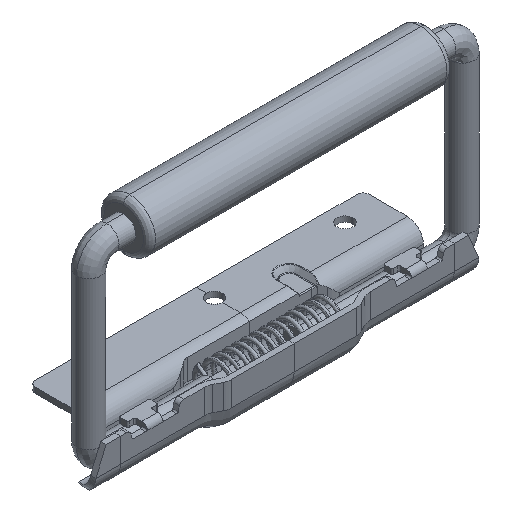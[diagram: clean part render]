
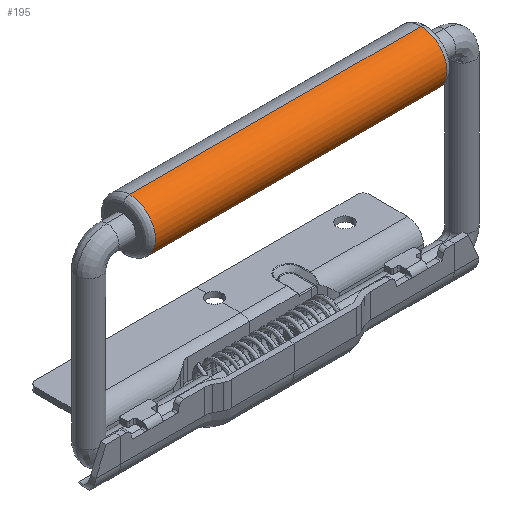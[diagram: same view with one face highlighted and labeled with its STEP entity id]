
A CAD part, isometric view. The second image highlights one B-rep face of the part: STEP entity #195.
In plain terms, the highlighted cylindrical face has radius 8.5 mm (diameter 17 mm), a partial arc.
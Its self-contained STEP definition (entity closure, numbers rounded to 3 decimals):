
#195=ADVANCED_FACE('',(#417),#3442,.T.);
#417=FACE_OUTER_BOUND('',#639,.T.);
#639=EDGE_LOOP('',(#1599,#1600,#1601,#1602));
#1599=ORIENTED_EDGE('',*,*,#2230,.F.);
#1600=ORIENTED_EDGE('',*,*,#2237,.F.);
#1601=ORIENTED_EDGE('',*,*,#2232,.F.);
#1602=ORIENTED_EDGE('',*,*,#2246,.F.);
#2230=EDGE_CURVE('',#3319,#3323,#2508,.T.);
#2232=EDGE_CURVE('',#3324,#3320,#2509,.T.);
#2237=EDGE_CURVE('',#3320,#3319,#2678,.T.);
#2246=EDGE_CURVE('',#3323,#3324,#2683,.T.);
#2508=(
BOUNDED_CURVE()
B_SPLINE_CURVE(1,(#7270,#7271),.UNSPECIFIED.,.F.,.F.)
B_SPLINE_CURVE_WITH_KNOTS((2,2),(2.,98.),
 .UNSPECIFIED.)
CURVE()
GEOMETRIC_REPRESENTATION_ITEM()
RATIONAL_B_SPLINE_CURVE((1.,1.))
REPRESENTATION_ITEM('')
);
#2509=(
BOUNDED_CURVE()
B_SPLINE_CURVE(1,(#7275,#7276),.UNSPECIFIED.,.F.,.F.)
B_SPLINE_CURVE_WITH_KNOTS((2,2),(2.,98.),.UNSPECIFIED.)
CURVE()
GEOMETRIC_REPRESENTATION_ITEM()
RATIONAL_B_SPLINE_CURVE((1.,1.))
REPRESENTATION_ITEM('')
);
#2678=TRIMMED_CURVE($,#2833,(#7291),(#7292),.T.,.CARTESIAN.);
#2683=TRIMMED_CURVE($,#2838,(#7319),(#7320),.T.,.CARTESIAN.);
#2833=CIRCLE('',#3953,8.5);
#2838=CIRCLE('',#3958,8.5);
#3319=VERTEX_POINT('',#7259);
#3320=VERTEX_POINT('',#7260);
#3323=VERTEX_POINT('',#7263);
#3324=VERTEX_POINT('',#7264);
#3442=CYLINDRICAL_SURFACE('',#3946,8.5);
#3946=AXIS2_PLACEMENT_3D('',#7193,#4397,$);
#3953=AXIS2_PLACEMENT_3D($,#7290,#4409,#4410);
#3958=AXIS2_PLACEMENT_3D($,#7318,#4419,#4420);
#4397=DIRECTION('',(1.,0.,0.));
#4409=DIRECTION('',(1.,0.,0.));
#4410=DIRECTION('',(0.,0.,1.));
#4419=DIRECTION('',(-1.,0.,0.));
#4420=DIRECTION('',(0.,0.,-1.));
#7193=CARTESIAN_POINT('',(10.568,2.464,58.958));
#7259=CARTESIAN_POINT('',(58.568,2.464,50.458));
#7260=CARTESIAN_POINT('',(58.568,2.464,67.458));
#7263=CARTESIAN_POINT('',(-37.432,2.464,50.458));
#7264=CARTESIAN_POINT('',(-37.432,2.464,67.458));
#7270=CARTESIAN_POINT('',(58.568,2.464,50.458));
#7271=CARTESIAN_POINT('',(-37.432,2.464,50.458));
#7275=CARTESIAN_POINT('',(-37.432,2.464,67.458));
#7276=CARTESIAN_POINT('',(58.568,2.464,67.458));
#7290=CARTESIAN_POINT('',(58.568,2.464,58.958));
#7291=CARTESIAN_POINT('',(58.568,2.464,67.458));
#7292=CARTESIAN_POINT('',(58.568,2.464,50.458));
#7318=CARTESIAN_POINT('',(-37.432,2.464,58.958));
#7319=CARTESIAN_POINT('',(-37.432,2.464,50.458));
#7320=CARTESIAN_POINT('',(-37.432,2.464,67.458));
